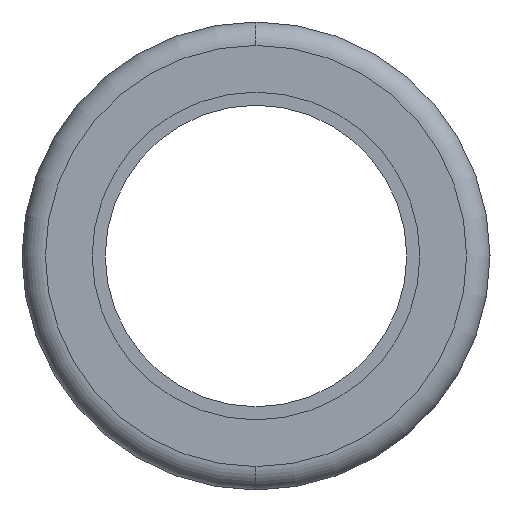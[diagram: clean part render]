
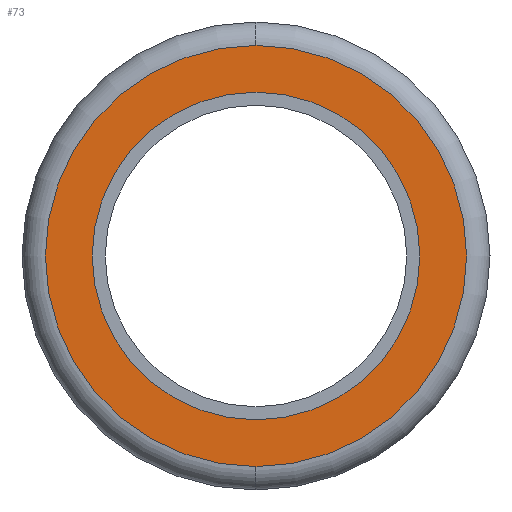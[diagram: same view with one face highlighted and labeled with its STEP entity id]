
A CAD part, left-side view. The second image highlights one B-rep face of the part: STEP entity #73.
In plain terms, the highlighted planar face has unit normal (-1, 0, 0).
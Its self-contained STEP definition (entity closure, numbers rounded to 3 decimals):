
#73=ADVANCED_FACE('',(#143,#144),#145,.T.);
#143=FACE_BOUND('',#230,.T.);
#144=FACE_OUTER_BOUND('',#231,.T.);
#145=PLANE('',#232);
#230=EDGE_LOOP('',(#454,#455));
#231=EDGE_LOOP('',(#456,#457,#458));
#232=AXIS2_PLACEMENT_3D('',#459,#460,#461);
#454=ORIENTED_EDGE('',*,*,#606,.T.);
#455=ORIENTED_EDGE('',*,*,#569,.T.);
#456=ORIENTED_EDGE('',*,*,#608,.T.);
#457=ORIENTED_EDGE('',*,*,#565,.T.);
#458=ORIENTED_EDGE('',*,*,#609,.T.);
#459=CARTESIAN_POINT('',(0.0,0.0,0.0));
#460=DIRECTION('',(-1.0,0.0,0.0));
#461=DIRECTION('',(0.0,0.0,1.0));
#565=EDGE_CURVE('',#663,#669,#671,.T.);
#569=EDGE_CURVE('',#673,#677,#679,.T.);
#606=EDGE_CURVE('',#677,#673,#737,.T.);
#608=EDGE_CURVE('',#739,#663,#740,.T.);
#609=EDGE_CURVE('',#669,#739,#741,.T.);
#663=VERTEX_POINT('',#807);
#669=VERTEX_POINT('',#813);
#671=CIRCLE('',#815,4.5);
#673=VERTEX_POINT('',#817);
#677=VERTEX_POINT('',#822);
#679=CIRCLE('',#825,3.5);
#737=CIRCLE('',#897,3.5);
#739=VERTEX_POINT('',#899);
#740=CIRCLE('',#900,4.5);
#741=CIRCLE('',#901,4.5);
#807=CARTESIAN_POINT('',(0.0,0.,-4.5));
#813=CARTESIAN_POINT('',(0.0,0.,4.5));
#815=AXIS2_PLACEMENT_3D('',#966,#967,#968);
#817=CARTESIAN_POINT('',(0.0,0.,-3.5));
#822=CARTESIAN_POINT('',(0.0,0.,3.5));
#825=AXIS2_PLACEMENT_3D('',#974,#975,#976);
#897=AXIS2_PLACEMENT_3D('',#1057,#1058,#1059);
#899=CARTESIAN_POINT('',(0.,4.5,0.0));
#900=AXIS2_PLACEMENT_3D('',#1063,#1064,#1065);
#901=AXIS2_PLACEMENT_3D('',#1066,#1067,#1068);
#966=CARTESIAN_POINT('',(0.0,0.0,0.0));
#967=DIRECTION('',(-1.0,0.0,0.0));
#968=DIRECTION('',(0.0,1.0,0.0));
#974=CARTESIAN_POINT('',(0.0,0.0,0.0));
#975=DIRECTION('',(1.0,-0.0,0.0));
#976=DIRECTION('',(0.0,0.0,-1.0));
#1057=CARTESIAN_POINT('',(0.0,0.0,0.0));
#1058=DIRECTION('',(1.0,-0.0,0.0));
#1059=DIRECTION('',(0.0,0.0,-1.0));
#1063=CARTESIAN_POINT('',(0.0,0.0,0.0));
#1064=DIRECTION('',(-1.0,0.0,0.0));
#1065=DIRECTION('',(0.0,1.0,0.0));
#1066=CARTESIAN_POINT('',(0.0,0.0,0.0));
#1067=DIRECTION('',(-1.0,0.0,0.0));
#1068=DIRECTION('',(0.0,1.0,0.0));
